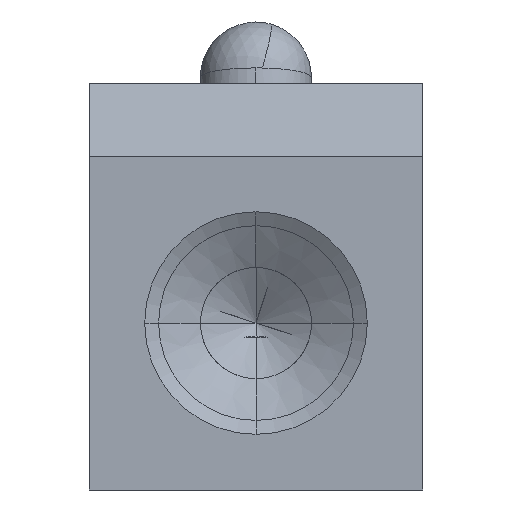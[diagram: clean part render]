
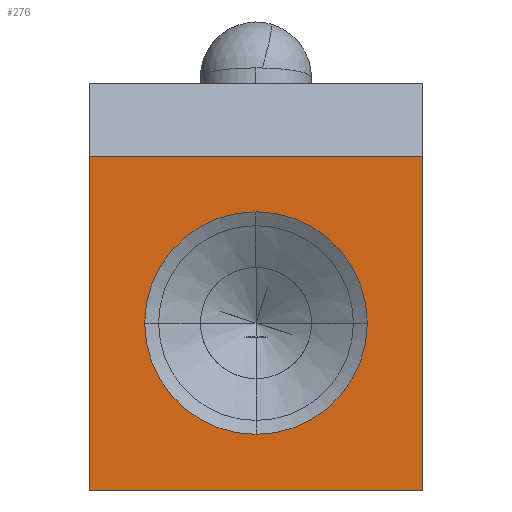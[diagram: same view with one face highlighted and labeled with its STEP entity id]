
A CAD part, front view. The second image highlights one B-rep face of the part: STEP entity #276.
In plain terms, the highlighted planar face has unit normal (0, -1, 0).
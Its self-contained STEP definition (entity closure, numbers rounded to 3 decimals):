
#276=ADVANCED_FACE('n_ 7198',(#597,#598),#599,.F.);
#597=FACE_OUTER_BOUND('',#961,.T.);
#598=FACE_BOUND('',#962,.T.);
#599=PLANE('',#963);
#961=EDGE_LOOP('',(#1780,#1781,#1782,#1783));
#962=EDGE_LOOP('',(#1784,#1785,#1786,#1787));
#963=AXIS2_PLACEMENT_3D('',#1788,#1789,#1790);
#1780=ORIENTED_EDGE('',*,*,#2613,.F.);
#1781=ORIENTED_EDGE('',*,*,#2614,.F.);
#1782=ORIENTED_EDGE('',*,*,#2608,.T.);
#1783=ORIENTED_EDGE('',*,*,#2615,.T.);
#1784=ORIENTED_EDGE('',*,*,#2616,.F.);
#1785=ORIENTED_EDGE('',*,*,#2280,.F.);
#1786=ORIENTED_EDGE('',*,*,#2617,.F.);
#1787=ORIENTED_EDGE('',*,*,#2411,.F.);
#1788=CARTESIAN_POINT('',(-11.269,-99.977,-12.6));
#1789=DIRECTION('',(-0.0,1.0,0.0));
#1790=DIRECTION('',(1.0,0.0,0.0));
#2280=EDGE_CURVE('n_ 7213',#2748,#2751,#2752,.T.);
#2411=EDGE_CURVE('n_ 7207',#2970,#2972,#2973,.T.);
#2608=EDGE_CURVE('n_ 7184',#3265,#3263,#3266,.T.);
#2613=EDGE_CURVE('n_ 7226',#3271,#3272,#3273,.T.);
#2614=EDGE_CURVE('n_ 7230',#3265,#3271,#3274,.T.);
#2615=EDGE_CURVE('n_ 7236',#3263,#3272,#3275,.T.);
#2616=EDGE_CURVE('n_ 7207',#2751,#2970,#3276,.T.);
#2617=EDGE_CURVE('n_ 7213',#2972,#2748,#3277,.T.);
#2748=VERTEX_POINT('',#3432);
#2751=VERTEX_POINT('',#3436);
#2752=CIRCLE('',#3437,4.0);
#2970=VERTEX_POINT('',#45939);
#2972=VERTEX_POINT('',#45942);
#2973=CIRCLE('',#45943,4.0);
#3263=VERTEX_POINT('',#152137);
#3265=VERTEX_POINT('',#152140);
#3266=LINE('',#152141,#152142);
#3271=VERTEX_POINT('',#152149);
#3272=VERTEX_POINT('',#152150);
#3273=LINE('',#152151,#152152);
#3274=LINE('',#152153,#152154);
#3275=LINE('',#152155,#152156);
#3276=CIRCLE('',#152157,4.0);
#3277=CIRCLE('',#152158,4.0);
#3432=CARTESIAN_POINT('',(-4.669,-99.977,-10.0));
#3436=CARTESIAN_POINT('',(-0.669,-99.977,-6.0));
#3437=AXIS2_PLACEMENT_3D('',#158330,#158331,#158332);
#45939=CARTESIAN_POINT('',(-4.669,-99.977,-2.0));
#45942=CARTESIAN_POINT('',(-8.669,-99.977,-6.0));
#45943=AXIS2_PLACEMENT_3D('',#158512,#158513,#158514);
#152137=CARTESIAN_POINT('',(-10.669,-99.977,-12.0));
#152140=CARTESIAN_POINT('',(-10.669,-99.977,0.0));
#152141=CARTESIAN_POINT('',(-10.669,-99.977,0.0));
#152142=VECTOR('',#158732,1.0);
#152149=CARTESIAN_POINT('',(1.331,-99.977,0.0));
#152150=CARTESIAN_POINT('',(1.331,-99.977,-12.0));
#152151=CARTESIAN_POINT('',(1.331,-99.977,0.0));
#152152=VECTOR('',#158738,1.0);
#152153=CARTESIAN_POINT('',(-10.669,-99.977,0.0));
#152154=VECTOR('',#158739,1.0);
#152155=CARTESIAN_POINT('',(-10.669,-99.977,-12.0));
#152156=VECTOR('',#158740,1.0);
#152157=AXIS2_PLACEMENT_3D('',#158741,#158742,#158743);
#152158=AXIS2_PLACEMENT_3D('',#158744,#158745,#158746);
#158330=CARTESIAN_POINT('',(-4.669,-99.977,-6.0));
#158331=DIRECTION('',(0.0,-1.0,0.0));
#158332=DIRECTION('',(0.0,0.0,1.0));
#158512=CARTESIAN_POINT('',(-4.669,-99.977,-6.0));
#158513=DIRECTION('',(0.0,-1.0,0.0));
#158514=DIRECTION('',(0.0,0.0,1.0));
#158732=DIRECTION('',(0.0,0.0,-1.0));
#158738=DIRECTION('',(0.0,0.0,-1.0));
#158739=DIRECTION('',(1.0,0.0,0.0));
#158740=DIRECTION('',(1.0,0.0,0.0));
#158741=CARTESIAN_POINT('',(-4.669,-99.977,-6.0));
#158742=DIRECTION('',(0.0,-1.0,0.0));
#158743=DIRECTION('',(0.0,0.0,1.0));
#158744=CARTESIAN_POINT('',(-4.669,-99.977,-6.0));
#158745=DIRECTION('',(0.0,-1.0,0.0));
#158746=DIRECTION('',(0.0,0.0,1.0));
